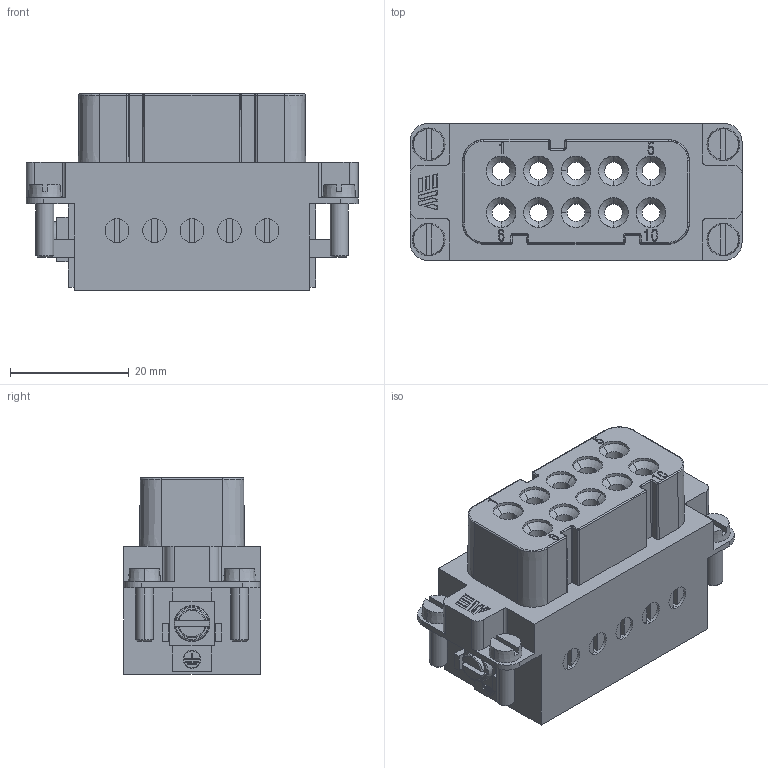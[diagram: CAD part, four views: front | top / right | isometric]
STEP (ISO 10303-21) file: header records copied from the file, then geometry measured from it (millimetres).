
FILE_DESCRIPTION (( 'STEP AP203' ), '1' );
FILE_NAME ('29420.step', '2025-02-12T17:35:30', ( '' ), ( '' ), 'SwSTEP 2.0', 'SolidWorks 2024', '' );
FILE_SCHEMA (( 'CONFIG_CONTROL_DESIGN' ));
Length unit declared in the file: inch
Products named in the file (1): 29420
Bounding box: 55.8 x 23 x 33 mm (x, y, z)
Volume: 26748.9 mm3; surface area: 10631.9 mm2
Topology: 1 solids, 1 shells, 474 faces, 1205 edges, 771 vertices
Faces by surface type: plane 241, cylinder 110, cone 74, bspline 43, torus 6
Entity records: 15024 total; most frequent: CARTESIAN_POINT 3579, ORIENTED_EDGE 2410, DIRECTION 2302, EDGE_CURVE 1205, AXIS2_PLACEMENT_3D 786, VERTEX_POINT 771, VECTOR 730, LINE 730
